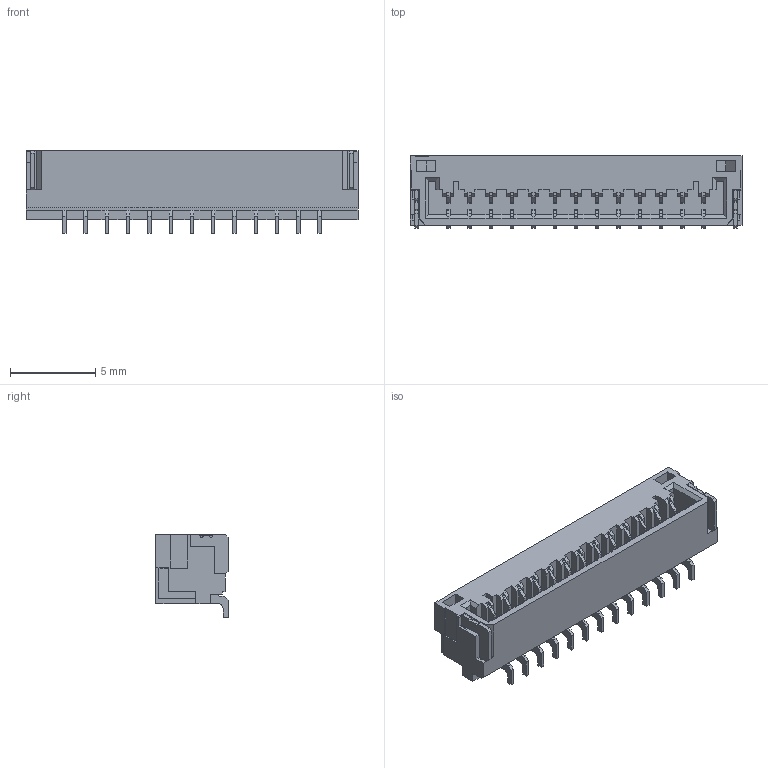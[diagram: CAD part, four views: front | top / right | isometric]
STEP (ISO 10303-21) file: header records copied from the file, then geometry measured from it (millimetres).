
FILE_DESCRIPTION (( 'STEP AP214' ), '1' );
FILE_NAME ('SM13B-GHS-TB (LF)(SN).STEP', '2023-11-14T06:29:54', ( '' ), ( '' ), 'SwSTEP 2.0', 'SolidWorks 2021', '' );
FILE_SCHEMA (( 'AUTOMOTIVE_DESIGN' ));
Length unit declared in the file: millimetre
Products named in the file (3): SM13B-GHS-TB (LF)(SN); pin; SMxB-GHS-TB 8plus_13
Assembly tree (14 placements, depth 2):
  SM13B-GHS-TB (LF)(SN)
    SMxB-GHS-TB 8plus_13
    pin  x13
Bounding box: 19.5 x 4.25 x 4.85 mm (x, y, z)
Volume: 245.4 mm3; surface area: 727.7 mm2
Topology: 29 solids, 29 shells, 767 faces, 2177 edges, 1448 vertices
Faces by surface type: plane 664, cylinder 103
Entity records: 13898 total; most frequent: CARTESIAN_POINT 2489, ORIENTED_EDGE 2482, DIRECTION 2127, EDGE_CURVE 1241, VECTOR 1203, LINE 1203, VERTEX_POINT 824, AXIS2_PLACEMENT_3D 462
